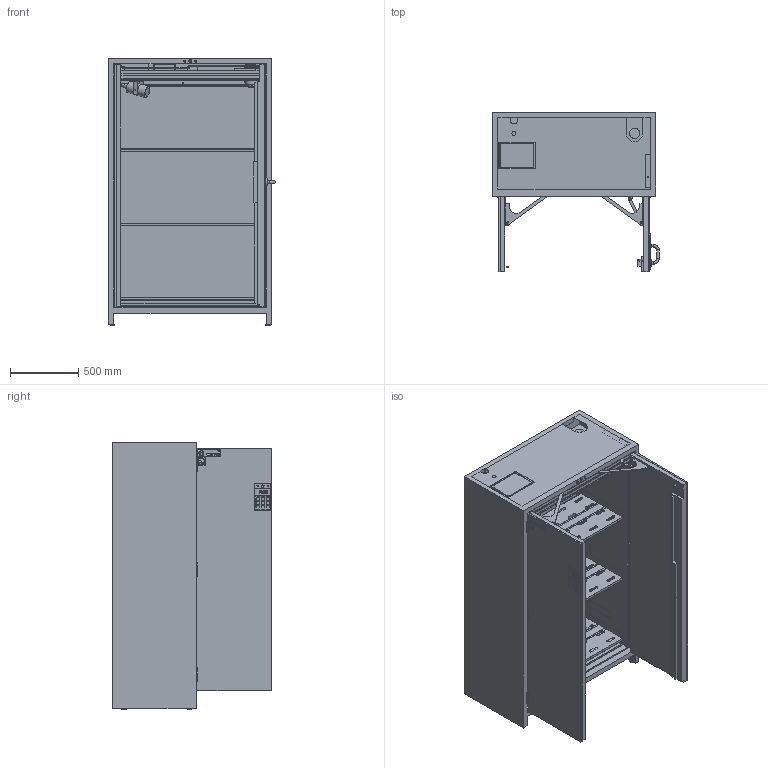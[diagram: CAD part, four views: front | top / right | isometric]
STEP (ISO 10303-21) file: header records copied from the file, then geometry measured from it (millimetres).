
FILE_DESCRIPTION(/* description */ (''),/* implementation_level */ '2;1');
FILE_NAME(/* name */ 'IO90.195.120.PS.WDC_41429-047-41386 3er_OD.stp',/* time_stamp */ '2023-10-11T16:00:11+02:00',/* author */ ('mirudolph'),/* organization */ ('asecos® GmbH'),/* preprocessor_version */ 'ST-DEVELOPER v17.2',/* originating_system */ 'Autodesk Inventor 2019',/* authorisation */ '');
FILE_SCHEMA (('AUTOMOTIVE_DESIGN { 1 0 10303 214 3 1 1 }'));
Products named in the file (1): IO90.195.120.PS.WDC_41429-047-41386 3er_OD
Bounding box: 1219.46 x 1166.58 x 1954.09 mm (x, y, z)
Volume: 421964575.2 mm3; surface area: 21855502.5 mm2
Topology: 8 solids, 9 shells, 1768 faces, 4740 edges, 3126 vertices
Faces by surface type: plane 1217, cylinder 307, bspline 226, torus 15, cone 3
Full cylindrical faces by diameter (mm): 4.134 x2, 5 x4, 5.1 x5, 6 x2, 6.742 x1, 7 x6, 8 x3, 8.1 x4, 9.5 x1, 10 x1, 13 x2, 13.656 x1, 14 x1, 15 x2, 16 x2, 20 x5, 22 x1, 24 x1, 29 x1, 30 x2, 31 x2, 31.8 x4, 33.8 x1, 35 x1, 37.8 x1, 42 x1, 52 x1, 55 x2, 75 x2, 84 x2
Entity records: 58776 total; most frequent: CARTESIAN_POINT 12890, ORIENTED_EDGE 9492, DIRECTION 8079, EDGE_CURVE 4746, LINE 3599, VECTOR 3599, VERTEX_POINT 3132, AXIS2_PLACEMENT_3D 2240
